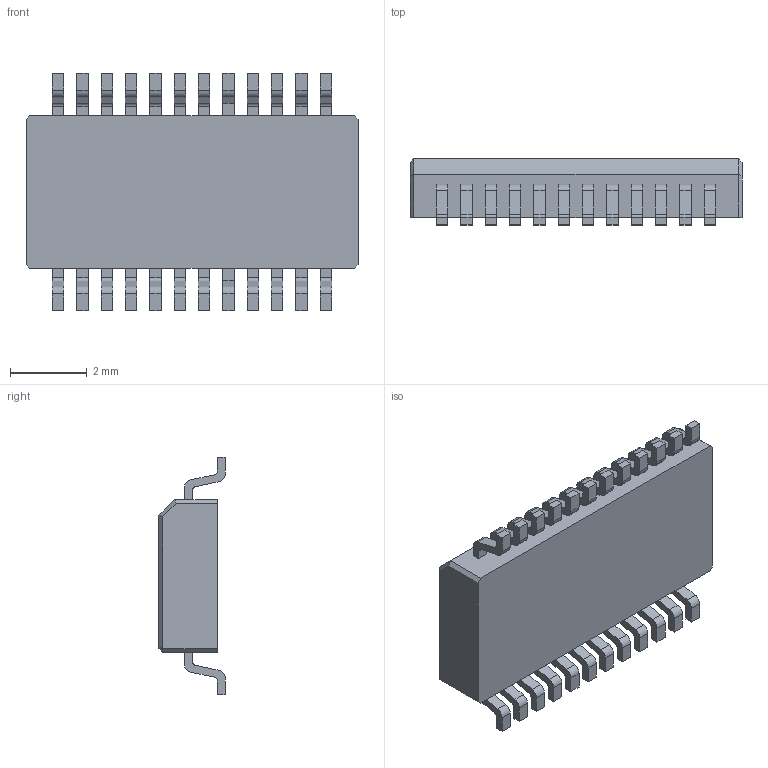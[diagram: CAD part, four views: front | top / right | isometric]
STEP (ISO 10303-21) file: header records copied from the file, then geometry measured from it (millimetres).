
FILE_DESCRIPTION (( 'STEP AP214' ), '1' );
FILE_NAME ('User Library-QSOP24-1.STEP', '2022-05-10T06:34:27', ( '' ), ( '' ), 'SwSTEP 2.0', 'SolidWorks 2021', '' );
FILE_SCHEMA (( 'AUTOMOTIVE_DESIGN' ));
Length unit declared in the file: millimetre
Products named in the file (1): User Library-QSOP24-1
Bounding box: 8.66 x 1.73 x 6.19 mm (x, y, z)
Surface area: 148.9 mm2 (no closed solid volume)
Topology: 0 solids, 25 shells, 425 faces, 1200 edges, 812 vertices
Faces by surface type: plane 268, cylinder 94, bspline 63
Entity records: 17015 total; most frequent: CARTESIAN_POINT 6089, ORIENTED_EDGE 2260, DIRECTION 1984, EDGE_CURVE 1200, LINE 882, VECTOR 882, VERTEX_POINT 812, AXIS2_PLACEMENT_3D 551
